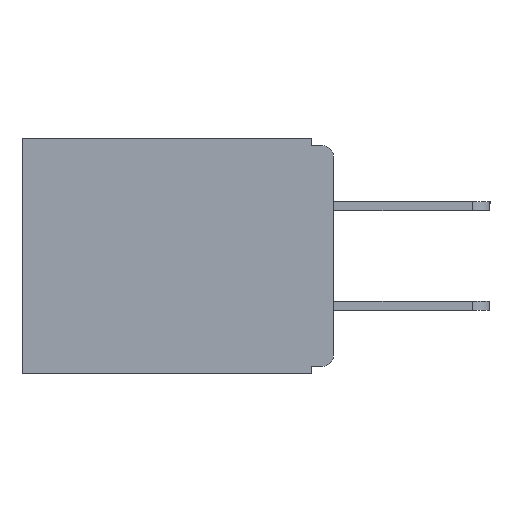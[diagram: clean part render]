
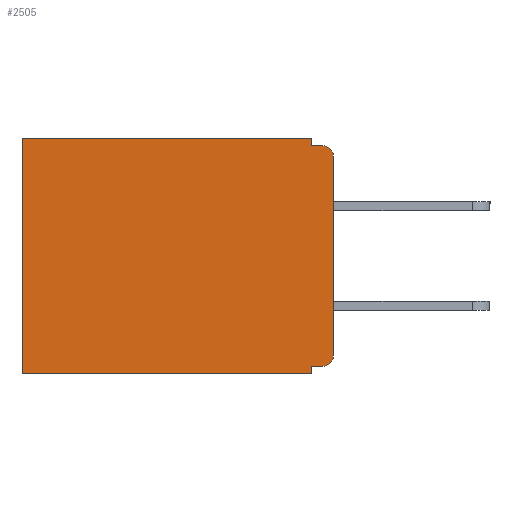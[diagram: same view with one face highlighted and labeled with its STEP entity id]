
A CAD part, left-side view. The second image highlights one B-rep face of the part: STEP entity #2505.
In plain terms, the highlighted planar face has unit normal (-1, 0, 0).
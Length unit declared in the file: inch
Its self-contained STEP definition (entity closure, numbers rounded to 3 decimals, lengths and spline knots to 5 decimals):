
#46 = CARTESIAN_POINT ( 'NONE',  ( 0.3, 0., -0.33 ) ) ;
#153 = CARTESIAN_POINT ( 'NONE',  ( 0.3, 0.437, 0. ) ) ;
#290 = DIRECTION ( 'NONE',  ( 0., 0., -1. ) ) ;
#314 = DIRECTION ( 'NONE',  ( 1., 0., 0. ) ) ;
#372 = VERTEX_POINT ( 'NONE', #10294 ) ;
#400 = PLANE ( 'NONE',  #20763 ) ;
#925 = LINE ( 'NONE', #4445, #10045 ) ;
#987 = CARTESIAN_POINT ( 'NONE',  ( 0.3, 0.015, -0.01 ) ) ;
#1033 = EDGE_LOOP ( 'NONE', ( #8907, #16890, #4537, #15044, #10112, #5484, #7715, #23340, #20880, #4619 ) ) ;
#1376 = DIRECTION ( 'NONE',  ( 0., 1., 0. ) ) ;
#1437 = DIRECTION ( 'NONE',  ( 0., 0., -1. ) ) ;
#1554 = LINE ( 'NONE', #12982, #10110 ) ;
#2285 = EDGE_CURVE ( 'NONE', #11368, #14552, #1554, .T. ) ;
#2505 = ADVANCED_FACE ( 'NONE', ( #4870 ), #400, .F. ) ;
#2842 = CARTESIAN_POINT ( 'NONE',  ( 0.3, 0.031, -0.33 ) ) ;
#3476 = EDGE_CURVE ( 'NONE', #12312, #3890, #925, .T. ) ;
#3782 = VECTOR ( 'NONE', #1376, 39.37008 ) ;
#3863 = LINE ( 'NONE', #22544, #17952 ) ;
#3890 = VERTEX_POINT ( 'NONE', #7188 ) ;
#3964 = EDGE_CURVE ( 'NONE', #372, #21413, #19793, .T. ) ;
#4445 = CARTESIAN_POINT ( 'NONE',  ( 0.3, 0.031, 0. ) ) ;
#4537 = ORIENTED_EDGE ( 'NONE', *, *, #13818, .F. ) ;
#4619 = ORIENTED_EDGE ( 'NONE', *, *, #3964, .T. ) ;
#4775 = VECTOR ( 'NONE', #1437, 39.37008 ) ;
#4870 = FACE_OUTER_BOUND ( 'NONE', #1033, .T. ) ;
#5044 = CARTESIAN_POINT ( 'NONE',  ( 0.3, 0., -0.33 ) ) ;
#5079 = LINE ( 'NONE', #23105, #9447 ) ;
#5484 = ORIENTED_EDGE ( 'NONE', *, *, #19123, .T. ) ;
#5597 = AXIS2_PLACEMENT_3D ( 'NONE', #10520, #12213, #15989 ) ;
#5726 = EDGE_CURVE ( 'NONE', #12312, #13031, #3863, .T. ) ;
#6367 = EDGE_CURVE ( 'NONE', #18615, #23323, #12177, .T. ) ;
#6562 = CARTESIAN_POINT ( 'NONE',  ( 0.3, 0.437, -0.33 ) ) ;
#6762 = VECTOR ( 'NONE', #18448, 39.37008 ) ;
#7188 = CARTESIAN_POINT ( 'NONE',  ( 0.3, 0.031, -0.01 ) ) ;
#7712 = DIRECTION ( 'NONE',  ( 0., -1., 0. ) ) ;
#7715 = ORIENTED_EDGE ( 'NONE', *, *, #12107, .F. ) ;
#8886 = EDGE_CURVE ( 'NONE', #372, #11368, #5079, .T. ) ;
#8907 = ORIENTED_EDGE ( 'NONE', *, *, #19979, .F. ) ;
#9447 = VECTOR ( 'NONE', #14042, 39.37008 ) ;
#9506 = DIRECTION ( 'NONE',  ( 0., 0., -1. ) ) ;
#9587 = DIRECTION ( 'NONE',  ( 0., 0., -1. ) ) ;
#9715 = LINE ( 'NONE', #23286, #4775 ) ;
#9733 = LINE ( 'NONE', #16944, #19505 ) ;
#10045 = VECTOR ( 'NONE', #9506, 39.37008 ) ;
#10104 = CARTESIAN_POINT ( 'NONE',  ( 0.3, 0.031, -0.32 ) ) ;
#10110 = VECTOR ( 'NONE', #9587, 39.37008 ) ;
#10112 = ORIENTED_EDGE ( 'NONE', *, *, #5726, .T. ) ;
#10294 = CARTESIAN_POINT ( 'NONE',  ( 0.3, 0.015, -0.32 ) ) ;
#10520 = CARTESIAN_POINT ( 'NONE',  ( 0.3, 0.015, -0.025 ) ) ;
#10725 = DIRECTION ( 'NONE',  ( 0., 0., -1. ) ) ;
#10748 = DIRECTION ( 'NONE',  ( -1., 0., 0. ) ) ;
#10777 = CARTESIAN_POINT ( 'NONE',  ( 0.3, 0.015, -0.305 ) ) ;
#11191 = CARTESIAN_POINT ( 'NONE',  ( 0.3, 0.031, 0. ) ) ;
#11368 = VERTEX_POINT ( 'NONE', #10104 ) ;
#12107 = EDGE_CURVE ( 'NONE', #14552, #20389, #19007, .T. ) ;
#12177 = CIRCLE ( 'NONE', #5597, 0.015 ) ;
#12213 = DIRECTION ( 'NONE',  ( -1., 0., 0. ) ) ;
#12312 = VERTEX_POINT ( 'NONE', #11191 ) ;
#12808 = CARTESIAN_POINT ( 'NONE',  ( 0.3, 0., -0.025 ) ) ;
#12982 = CARTESIAN_POINT ( 'NONE',  ( 0.3, 0.031, -0.33 ) ) ;
#13031 = VERTEX_POINT ( 'NONE', #153 ) ;
#13818 = EDGE_CURVE ( 'NONE', #3890, #23323, #9733, .T. ) ;
#14042 = DIRECTION ( 'NONE',  ( 0., 1., 0. ) ) ;
#14552 = VERTEX_POINT ( 'NONE', #2842 ) ;
#15044 = ORIENTED_EDGE ( 'NONE', *, *, #3476, .F. ) ;
#15989 = DIRECTION ( 'NONE',  ( 0., 0., -1. ) ) ;
#16890 = ORIENTED_EDGE ( 'NONE', *, *, #6367, .T. ) ;
#16944 = CARTESIAN_POINT ( 'NONE',  ( 0.3, 0., -0.01 ) ) ;
#17193 = LINE ( 'NONE', #46, #6762 ) ;
#17952 = VECTOR ( 'NONE', #19834, 39.37008 ) ;
#18408 = AXIS2_PLACEMENT_3D ( 'NONE', #10777, #10748, #10725 ) ;
#18448 = DIRECTION ( 'NONE',  ( 0., 0., -1. ) ) ;
#18615 = VERTEX_POINT ( 'NONE', #12808 ) ;
#19007 = LINE ( 'NONE', #19624, #3782 ) ;
#19123 = EDGE_CURVE ( 'NONE', #13031, #20389, #9715, .T. ) ;
#19274 = CARTESIAN_POINT ( 'NONE',  ( 0.3, 0., -0.305 ) ) ;
#19505 = VECTOR ( 'NONE', #7712, 39.37008 ) ;
#19624 = CARTESIAN_POINT ( 'NONE',  ( 0.3, 0., -0.33 ) ) ;
#19793 = CIRCLE ( 'NONE', #18408, 0.015 ) ;
#19834 = DIRECTION ( 'NONE',  ( 0., 1., 0. ) ) ;
#19979 = EDGE_CURVE ( 'NONE', #18615, #21413, #17193, .T. ) ;
#20389 = VERTEX_POINT ( 'NONE', #6562 ) ;
#20763 = AXIS2_PLACEMENT_3D ( 'NONE', #5044, #314, #290 ) ;
#20880 = ORIENTED_EDGE ( 'NONE', *, *, #8886, .F. ) ;
#21413 = VERTEX_POINT ( 'NONE', #19274 ) ;
#22544 = CARTESIAN_POINT ( 'NONE',  ( 0.3, 0., 0. ) ) ;
#23105 = CARTESIAN_POINT ( 'NONE',  ( 0.3, 0., -0.32 ) ) ;
#23286 = CARTESIAN_POINT ( 'NONE',  ( 0.3, 0.437, -0.33 ) ) ;
#23323 = VERTEX_POINT ( 'NONE', #987 ) ;
#23340 = ORIENTED_EDGE ( 'NONE', *, *, #2285, .F. ) ;
